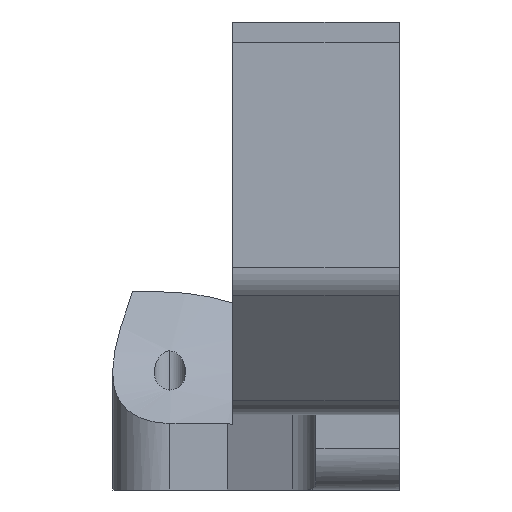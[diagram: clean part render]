
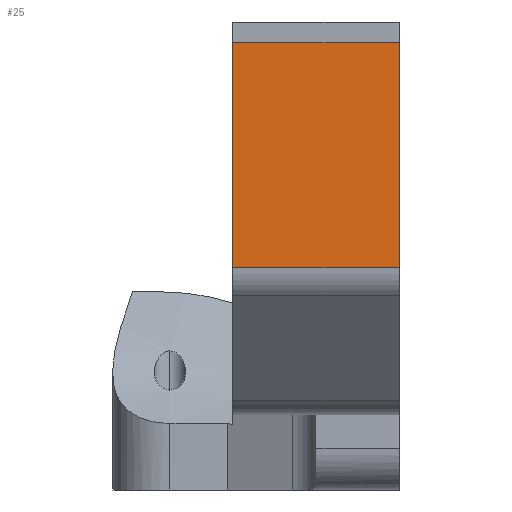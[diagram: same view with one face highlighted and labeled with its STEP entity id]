
A CAD part, left-side view. The second image highlights one B-rep face of the part: STEP entity #25.
In plain terms, the highlighted planar face has unit normal (-1, 0, 0).
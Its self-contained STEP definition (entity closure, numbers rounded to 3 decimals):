
#2 = DIRECTION ( 'NONE',  ( 0., 0., 1. ) ) ;
#5 = DIRECTION ( 'NONE',  ( 0., 0., 1. ) ) ;
#6 = DIRECTION ( 'NONE',  ( 0., -1., 0. ) ) ;
#13 = CARTESIAN_POINT ( 'NONE',  ( -7.65, -4., -2.34 ) ) ;
#25 = ADVANCED_FACE ( 'NONE', ( #1027 ), #772, .T. ) ;
#41 = CARTESIAN_POINT ( 'NONE',  ( -7.65, 4., 8.44 ) ) ;
#87 = ORIENTED_EDGE ( 'NONE', *, *, #1564, .F. ) ;
#139 = VECTOR ( 'NONE', #259, 1000. ) ;
#249 = CARTESIAN_POINT ( 'NONE',  ( -7.65, -4., 8.44 ) ) ;
#259 = DIRECTION ( 'NONE',  ( 0., 0., -1. ) ) ;
#278 = CARTESIAN_POINT ( 'NONE',  ( -7.65, 3., 8.44 ) ) ;
#368 = VECTOR ( 'NONE', #6, 1000. ) ;
#389 = EDGE_CURVE ( 'NONE', #678, #955, #1360, .T. ) ;
#486 = LINE ( 'NONE', #278, #756 ) ;
#645 = CARTESIAN_POINT ( 'NONE',  ( -7.65, -4., -2.34 ) ) ;
#678 = VERTEX_POINT ( 'NONE', #1481 ) ;
#711 = VERTEX_POINT ( 'NONE', #1570 ) ;
#713 = ORIENTED_EDGE ( 'NONE', *, *, #977, .F. ) ;
#756 = VECTOR ( 'NONE', #1206, 1000. ) ;
#772 = PLANE ( 'NONE',  #1418 ) ;
#794 = VERTEX_POINT ( 'NONE', #1041 ) ;
#827 = DIRECTION ( 'NONE',  ( -1., 0., 0. ) ) ;
#922 = EDGE_CURVE ( 'NONE', #794, #955, #1531, .T. ) ;
#955 = VERTEX_POINT ( 'NONE', #645 ) ;
#977 = EDGE_CURVE ( 'NONE', #678, #711, #1087, .T. ) ;
#988 = CARTESIAN_POINT ( 'NONE',  ( -7.65, 3., 0. ) ) ;
#1027 = FACE_OUTER_BOUND ( 'NONE', #1155, .T. ) ;
#1041 = CARTESIAN_POINT ( 'NONE',  ( -7.65, -4., 8.44 ) ) ;
#1076 = ORIENTED_EDGE ( 'NONE', *, *, #389, .T. ) ;
#1087 = LINE ( 'NONE', #41, #1434 ) ;
#1155 = EDGE_LOOP ( 'NONE', ( #713, #1076, #1442, #87 ) ) ;
#1206 = DIRECTION ( 'NONE',  ( 0., -1., 0. ) ) ;
#1360 = LINE ( 'NONE', #13, #368 ) ;
#1418 = AXIS2_PLACEMENT_3D ( 'NONE', #988, #827, #5 ) ;
#1434 = VECTOR ( 'NONE', #2, 1000. ) ;
#1442 = ORIENTED_EDGE ( 'NONE', *, *, #922, .F. ) ;
#1481 = CARTESIAN_POINT ( 'NONE',  ( -7.65, 4., -2.34 ) ) ;
#1531 = LINE ( 'NONE', #249, #139 ) ;
#1564 = EDGE_CURVE ( 'NONE', #711, #794, #486, .T. ) ;
#1570 = CARTESIAN_POINT ( 'NONE',  ( -7.65, 4., 8.44 ) ) ;
